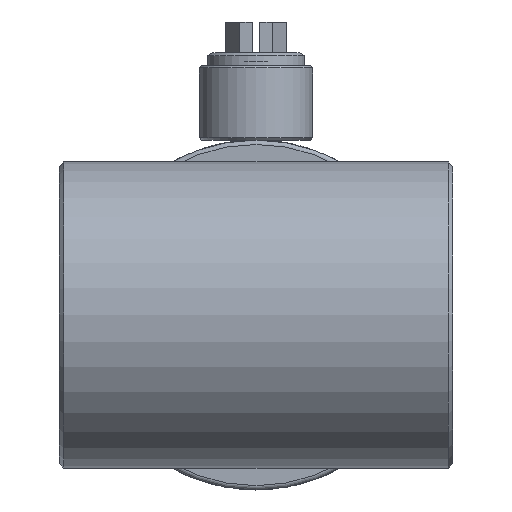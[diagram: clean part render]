
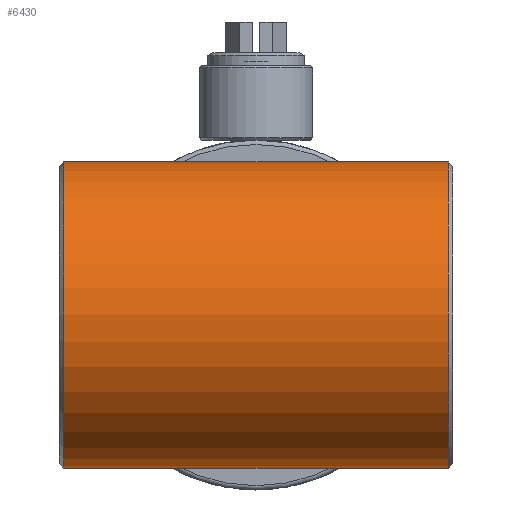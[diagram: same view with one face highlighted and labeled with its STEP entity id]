
A CAD part, left-side view. The second image highlights one B-rep face of the part: STEP entity #6430.
In plain terms, the highlighted cylindrical face has radius 35 mm (diameter 70 mm), a full revolution.
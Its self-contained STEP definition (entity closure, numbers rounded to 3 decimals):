
#467 = CARTESIAN_POINT ( 'NONE',  ( 0., 44., 0. ) ) ;
#566 = ORIENTED_EDGE ( 'NONE', *, *, #5422, .T. ) ;
#847 = CYLINDRICAL_SURFACE ( 'NONE', #5835, 35. ) ;
#984 = EDGE_CURVE ( 'NONE', #2974, #2974, #6258, .T. ) ;
#1271 = CARTESIAN_POINT ( 'NONE',  ( 0., -44., 0. ) ) ;
#2087 = CARTESIAN_POINT ( 'NONE',  ( -35., -50., 0. ) ) ;
#2201 = DIRECTION ( 'NONE',  ( 1., 0., 0. ) ) ;
#2974 = VERTEX_POINT ( 'NONE', #1271 ) ;
#3025 = DIRECTION ( 'NONE',  ( 1., 0., 0. ) ) ;
#3513 = CARTESIAN_POINT ( 'NONE',  ( -35., -44., 0. ) ) ;
#3701 = FACE_OUTER_BOUND ( 'NONE', #5845, .T. ) ;
#4812 = FACE_OUTER_BOUND ( 'NONE', #5111, .T. ) ;
#5111 = EDGE_LOOP ( 'NONE', ( #5182 ) ) ;
#5182 = ORIENTED_EDGE ( 'NONE', *, *, #984, .F. ) ;
#5202 = DIRECTION ( 'NONE',  ( 1., 0., 0. ) ) ;
#5422 = EDGE_CURVE ( 'NONE', #5593, #5593, #5571, .T. ) ;
#5571 = CIRCLE ( 'NONE', #5818, 35. ) ;
#5593 = VERTEX_POINT ( 'NONE', #467 ) ;
#5818 = AXIS2_PLACEMENT_3D ( 'NONE', #5881, #7032, #3025 ) ;
#5835 = AXIS2_PLACEMENT_3D ( 'NONE', #2087, #6169, #2201 ) ;
#5845 = EDGE_LOOP ( 'NONE', ( #566 ) ) ;
#5881 = CARTESIAN_POINT ( 'NONE',  ( -35., 44., 0. ) ) ;
#6169 = DIRECTION ( 'NONE',  ( 0., -1., 0. ) ) ;
#6216 = DIRECTION ( 'NONE',  ( 0., -1., 0. ) ) ;
#6258 = CIRCLE ( 'NONE', #6493, 35. ) ;
#6430 = ADVANCED_FACE ( 'NONE', ( #3701, #4812 ), #847, .T. ) ;
#6493 = AXIS2_PLACEMENT_3D ( 'NONE', #3513, #6216, #5202 ) ;
#7032 = DIRECTION ( 'NONE',  ( 0., -1., 0. ) ) ;
